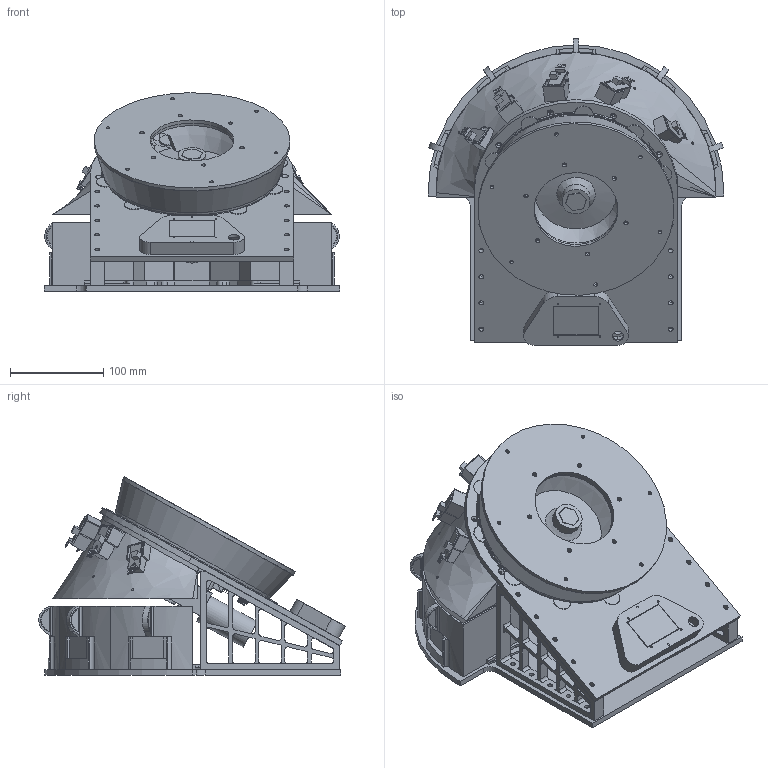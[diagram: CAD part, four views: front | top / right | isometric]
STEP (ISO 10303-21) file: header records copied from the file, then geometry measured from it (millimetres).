
FILE_DESCRIPTION (( 'STEP AP214' ), '1' );
FILE_NAME ('Coin Sorter.STEP', '2023-08-19T10:50:18', ( '' ), ( '' ), 'SwSTEP 2.0', 'SolidWorks 2017', '' );
FILE_SCHEMA (( 'AUTOMOTIVE_DESIGN' ));
Length unit declared in the file: millimetre
Products named in the file (28): US Cent; Coin Sorter; Getriebemotor GM58GW-3157-100-15D13; IR-Sensor; US Nickel; Aufnahme; Bedienpult; Arduino UNO v1; Kugellager 12x28x8; US Quarter; Auswurfkanäle; Scheibe; Ablage; Scheibex; Fuß_ges; Welle 3D gedruckt; 1.8 SPI 128x160 Blaues TFT Display; Sammelbehälter; US Dollar; Haltering; Trichter drehend; Grundplatte; Fuß; Einsatz Dollar; US Dime; Drehscheibe; Lagerbuchse; Klemmstück
Assembly tree (35 placements, depth 2):
  Coin Sorter
    Drehscheibe
    Sammelbehälter  x5
    Lagerbuchse
    Scheibex
    Auswurfkanäle
    Welle 3D gedruckt
    Klemmstück
    Fuß_ges
    Fuß
    Ablage
    Trichter drehend
    Haltering
    Bedienpult
    Aufnahme
    Scheibe
    Grundplatte
    Getriebemotor GM58GW-3157-100-15D13
    Kugellager 12x28x8
    Arduino UNO v1
    IR-Sensor  x5
    1.8 SPI 128x160 Blaues TFT Display
    Einsatz Dollar
    US Cent
    US Nickel
    US Quarter
    US Dollar
    US Dime
Bounding box: 317 x 328.32 x 212.47 mm (x, y, z)
Volume: 2141188.3 mm3; surface area: 1060921.6 mm2
Topology: 35 solids, 35 shells, 7450 faces, 13053 edges, 5750 vertices
Faces by surface type: plane 6713, cylinder 477, bspline 191, cone 36, torus 33
Full cylindrical faces by diameter (mm): 1 x38, 2 x4, 2.219 x1, 2.265 x1, 2.5 x17, 3 x29, 3.2 x2, 3.5 x24, 3.563 x1, 4 x28, 4.7 x22, 5 x30, 8 x5, 11.95 x1, 12 x3, 12.2 x2, 14 x1, 15 x2, 17.91 x1, 18.7 x2, 19.05 x1, 21.21 x1, 24.26 x1, 25 x2, 26.49 x1, 28 x1, 28.2 x1, 28.5 x1, 30 x1, 31 x1
Entity records: 165996 total; most frequent: CARTESIAN_POINT 36427, DIRECTION 26470, ORIENTED_EDGE 24100, EDGE_CURVE 12050, LINE 10614, VECTOR 10614, AXIS2_PLACEMENT_3D 7928, EDGE_LOOP 7805
